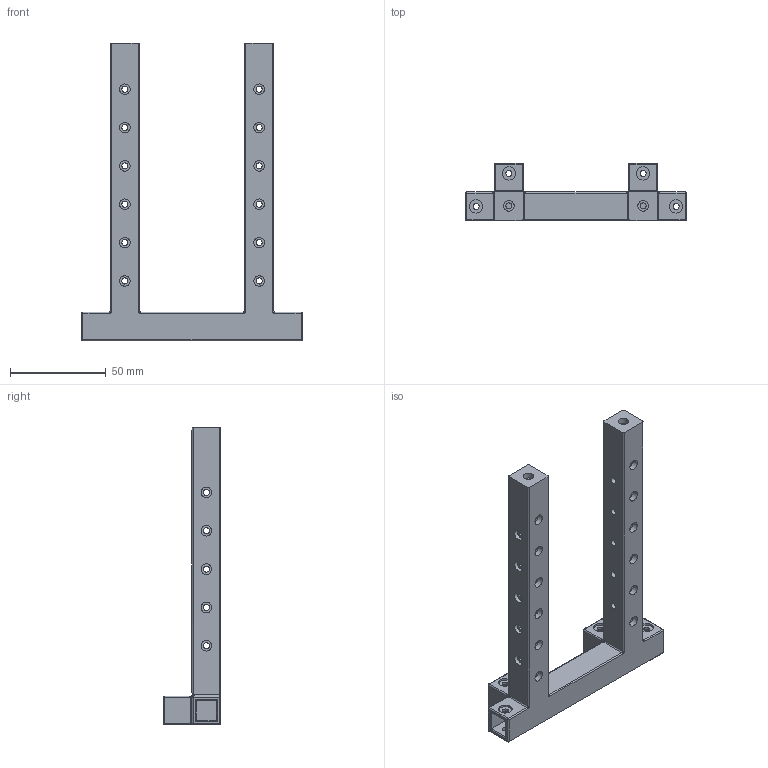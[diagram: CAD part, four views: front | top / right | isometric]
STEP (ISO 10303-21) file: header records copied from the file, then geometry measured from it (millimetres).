
FILE_DESCRIPTION(/* description */ (''),/* implementation_level */ '2;1');
FILE_NAME(/* name */ 'DESIGN_protoStructure.step',/* time_stamp */ '2023-08-09T17:22:31-04:00',/* author */ (''),/* organization */ (''),/* preprocessor_version */ 'ST-DEVELOPER v20',/* originating_system */ 'Autodesk Translation Framework v12.9.0.99',/* authorisation */ '');
FILE_SCHEMA (('AUTOMOTIVE_DESIGN { 1 0 10303 214 3 1 1 }'));
Length unit declared in the file: millimetre
Products named in the file (1): Prototype
Bounding box: 115 x 30 x 155.2 mm (x, y, z)
Volume: 86202.1 mm3; surface area: 31419.6 mm2
Topology: 1 solids, 3 shells, 312 faces, 665 edges, 406 vertices
Faces by surface type: cylinder 143, plane 93, bspline 48, sphere 16, torus 12
Full cylindrical faces by diameter (mm): 3.2 x34, 5.5 x36, 7 x5
Entity records: 10284 total; most frequent: CARTESIAN_POINT 3344, DIRECTION 1497, ORIENTED_EDGE 1330, EDGE_CURVE 665, AXIS2_PLACEMENT_3D 623, EDGE_LOOP 419, VERTEX_POINT 406, CIRCLE 346
